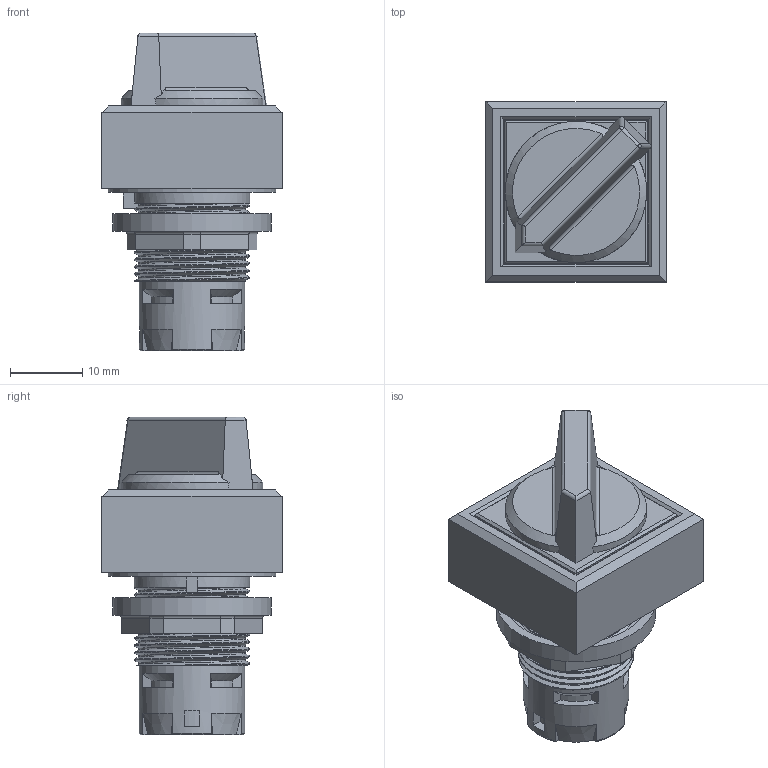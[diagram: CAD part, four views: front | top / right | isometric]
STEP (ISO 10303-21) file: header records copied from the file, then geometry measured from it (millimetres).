
FILE_DESCRIPTION(/* description */ (''),/* implementation_level */ '2;1');
FILE_NAME(/* name */ 'QXWA_ipt.stp',/* time_stamp */ '2015-09-21T15:11:29+02:00',/* author */ ('mharscher'),/* organization */ (''),/* preprocessor_version */ 'ST-DEVELOPER v15.2',/* originating_system */ 'Autodesk Inventor 2014',/* authorisation */ '');
FILE_SCHEMA (('CONFIG_CONTROL_DESIGN'));
Length unit declared in the file: millimetre
Products named in the file (1): QXWA
Bounding box: 24.95 x 24.95 x 44.05 mm (x, y, z)
Volume: 13051.9 mm3; surface area: 5254 mm2
Topology: 1 solids, 1 shells, 178 faces, 484 edges, 326 vertices
Faces by surface type: plane 105, cylinder 47, cone 14, bspline 7, torus 3, sphere 2
Full cylindrical faces by diameter (mm): 2 x4, 14.65 x1, 16 x4, 16.1 x1, 16.5 x1, 19.5 x1, 22 x1, 23.2 x1
Entity records: 14842 total; most frequent: CARTESIAN_POINT 10684, ORIENTED_EDGE 904, DIRECTION 782, EDGE_CURVE 452, VERTEX_POINT 313, AXIS2_PLACEMENT_3D 286, LINE 210, VECTOR 210
